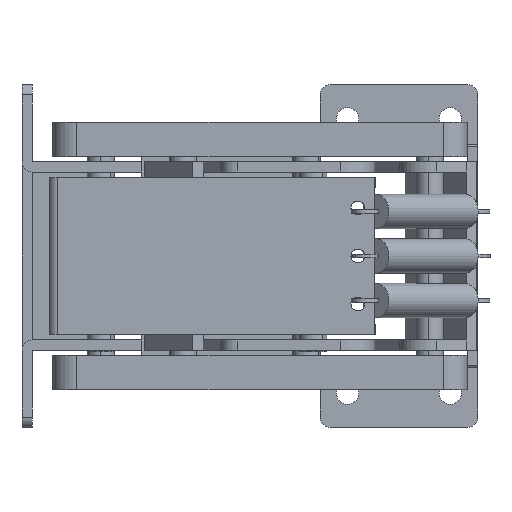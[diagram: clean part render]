
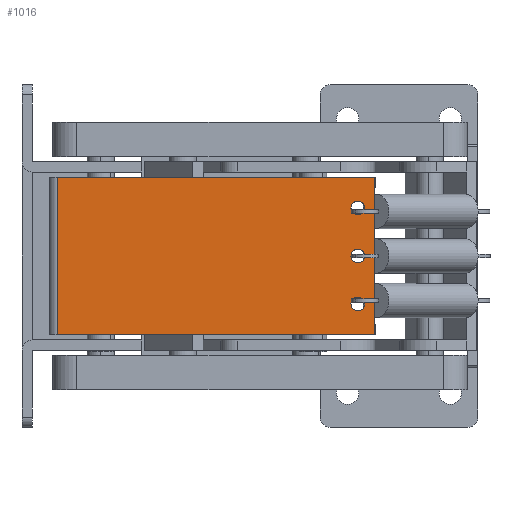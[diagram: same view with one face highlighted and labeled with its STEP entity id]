
A CAD part, front view. The second image highlights one B-rep face of the part: STEP entity #1016.
In plain terms, the highlighted planar face has unit normal (0, -1, 0).
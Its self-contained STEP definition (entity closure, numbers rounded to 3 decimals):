
#115 = VERTEX_POINT ( 'NONE', #3861 ) ;
#116 = VERTEX_POINT ( 'NONE', #3860 ) ;
#122 = EDGE_CURVE ( 'NONE', #115, #116, #3857, .T. ) ;
#124 = EDGE_CURVE ( 'NONE', #607, #608, #3846, .T. ) ;
#132 = VERTEX_POINT ( 'NONE', #3868 ) ;
#134 = VERTEX_POINT ( 'NONE', #3867 ) ;
#135 = EDGE_CURVE ( 'NONE', #134, #132, #3916, .T. ) ;
#607 = VERTEX_POINT ( 'NONE', #4758 ) ;
#608 = VERTEX_POINT ( 'NONE', #4757 ) ;
#802 = VERTEX_POINT ( 'NONE', #5143 ) ;
#863 = EDGE_CURVE ( 'NONE', #802, #864, #5213, .T. ) ;
#864 = VERTEX_POINT ( 'NONE', #5274 ) ;
#890 = EDGE_CURVE ( 'NONE', #891, #864, #5252, .T. ) ;
#891 = VERTEX_POINT ( 'NONE', #5248 ) ;
#900 = VERTEX_POINT ( 'NONE', #5294 ) ;
#902 = EDGE_CURVE ( 'NONE', #900, #802, #5293, .T. ) ;
#996 = ORIENTED_EDGE ( 'NONE', *, *, #122, .T. ) ;
#997 = ORIENTED_EDGE ( 'NONE', *, *, #998, .T. ) ;
#998 = EDGE_CURVE ( 'NONE', #132, #134, #5439, .T. ) ;
#999 = ORIENTED_EDGE ( 'NONE', *, *, #135, .T. ) ;
#1000 = EDGE_LOOP ( 'NONE', ( #1001, #1003 ) ) ;
#1001 = ORIENTED_EDGE ( 'NONE', *, *, #1002, .T. ) ;
#1002 = EDGE_CURVE ( 'NONE', #608, #607, #5434, .T. ) ;
#1003 = ORIENTED_EDGE ( 'NONE', *, *, #124, .T. ) ;
#1004 = EDGE_LOOP ( 'NONE', ( #1005, #1006, #1007, #1053 ) ) ;
#1005 = ORIENTED_EDGE ( 'NONE', *, *, #890, .T. ) ;
#1006 = ORIENTED_EDGE ( 'NONE', *, *, #863, .F. ) ;
#1007 = ORIENTED_EDGE ( 'NONE', *, *, #902, .F. ) ;
#1013 = EDGE_CURVE ( 'NONE', #900, #891, #5466, .T. ) ;
#1016 = ADVANCED_FACE ( 'NONE', ( #5462, #5461, #5460, #5459 ), #5458, .F. ) ;
#1017 = EDGE_LOOP ( 'NONE', ( #1018, #996 ) ) ;
#1018 = ORIENTED_EDGE ( 'NONE', *, *, #1019, .T. ) ;
#1019 = EDGE_CURVE ( 'NONE', #116, #115, #5453, .T. ) ;
#1020 = EDGE_LOOP ( 'NONE', ( #997, #999 ) ) ;
#1053 = ORIENTED_EDGE ( 'NONE', *, *, #1013, .T. ) ;
#3846 =( BOUNDED_CURVE ( )  B_SPLINE_CURVE ( 3, ( #3894, #3893, #3892, #3891 ),
 .UNSPECIFIED., .F., .T. ) 
 B_SPLINE_CURVE_WITH_KNOTS ( ( 4, 4 ),
 ( 0., 3.142 ),
 .UNSPECIFIED. ) 
 CURVE ( )  GEOMETRIC_REPRESENTATION_ITEM ( )  RATIONAL_B_SPLINE_CURVE ( ( 1., 0.333, 0.333, 1. ) ) 
 REPRESENTATION_ITEM ( '' )  );
#3853 = CARTESIAN_POINT ( 'NONE',  ( 73.003, -79.01, 14. ) ) ;
#3854 = CARTESIAN_POINT ( 'NONE',  ( 73.003, -79.01, 10. ) ) ;
#3855 = CARTESIAN_POINT ( 'NONE',  ( 77.003, -79.01, 10. ) ) ;
#3856 = CARTESIAN_POINT ( 'NONE',  ( 77.003, -79.01, 14. ) ) ;
#3857 =( BOUNDED_CURVE ( )  B_SPLINE_CURVE ( 3, ( #3856, #3855, #3854, #3853 ),
 .UNSPECIFIED., .F., .T. ) 
 B_SPLINE_CURVE_WITH_KNOTS ( ( 4, 4 ),
 ( 0., 3.142 ),
 .UNSPECIFIED. ) 
 CURVE ( )  GEOMETRIC_REPRESENTATION_ITEM ( )  RATIONAL_B_SPLINE_CURVE ( ( 1., 0.333, 0.333, 1. ) ) 
 REPRESENTATION_ITEM ( '' )  );
#3860 = CARTESIAN_POINT ( 'NONE',  ( 73.003, -79.01, 14. ) ) ;
#3861 = CARTESIAN_POINT ( 'NONE',  ( 77.003, -79.01, 14. ) ) ;
#3867 = CARTESIAN_POINT ( 'NONE',  ( 77.003, -79.01, 0. ) ) ;
#3868 = CARTESIAN_POINT ( 'NONE',  ( 73.003, -79.01, 0. ) ) ;
#3891 = CARTESIAN_POINT ( 'NONE',  ( 73.003, -79.01, -14. ) ) ;
#3892 = CARTESIAN_POINT ( 'NONE',  ( 73.003, -79.01, -18. ) ) ;
#3893 = CARTESIAN_POINT ( 'NONE',  ( 77.003, -79.01, -18. ) ) ;
#3894 = CARTESIAN_POINT ( 'NONE',  ( 77.003, -79.01, -14. ) ) ;
#3912 = CARTESIAN_POINT ( 'NONE',  ( 73.003, -79.01, 0. ) ) ;
#3913 = CARTESIAN_POINT ( 'NONE',  ( 73.003, -79.01, -4. ) ) ;
#3914 = CARTESIAN_POINT ( 'NONE',  ( 77.003, -79.01, -4. ) ) ;
#3915 = CARTESIAN_POINT ( 'NONE',  ( 77.003, -79.01, 0. ) ) ;
#3916 =( BOUNDED_CURVE ( )  B_SPLINE_CURVE ( 3, ( #3915, #3914, #3913, #3912 ),
 .UNSPECIFIED., .F., .T. ) 
 B_SPLINE_CURVE_WITH_KNOTS ( ( 4, 4 ),
 ( 0., 3.142 ),
 .UNSPECIFIED. ) 
 CURVE ( )  GEOMETRIC_REPRESENTATION_ITEM ( )  RATIONAL_B_SPLINE_CURVE ( ( 1., 0.333, 0.333, 1. ) ) 
 REPRESENTATION_ITEM ( '' )  );
#4757 = CARTESIAN_POINT ( 'NONE',  ( 73.003, -79.01, -14. ) ) ;
#4758 = CARTESIAN_POINT ( 'NONE',  ( 77.003, -79.01, -14. ) ) ;
#5143 = CARTESIAN_POINT ( 'NONE',  ( 80.003, -79.01, 23. ) ) ;
#5210 = DIRECTION ( 'NONE',  ( 0., 0., -1. ) ) ;
#5211 = VECTOR ( 'NONE', #5210, 1000. ) ;
#5212 = CARTESIAN_POINT ( 'NONE',  ( 80.003, -79.01, 23. ) ) ;
#5213 = LINE ( 'NONE', #5212, #5211 ) ;
#5248 = CARTESIAN_POINT ( 'NONE',  ( -12.501, -79.01, -23. ) ) ;
#5249 = DIRECTION ( 'NONE',  ( 1., 0., 0. ) ) ;
#5250 = VECTOR ( 'NONE', #5249, 1000. ) ;
#5251 = CARTESIAN_POINT ( 'NONE',  ( -12.501, -79.01, -23. ) ) ;
#5252 = LINE ( 'NONE', #5251, #5250 ) ;
#5274 = CARTESIAN_POINT ( 'NONE',  ( 80.003, -79.01, -23. ) ) ;
#5290 = DIRECTION ( 'NONE',  ( 1., 0., 0. ) ) ;
#5291 = VECTOR ( 'NONE', #5290, 1000. ) ;
#5292 = CARTESIAN_POINT ( 'NONE',  ( -12.501, -79.01, 23. ) ) ;
#5293 = LINE ( 'NONE', #5292, #5291 ) ;
#5294 = CARTESIAN_POINT ( 'NONE',  ( -12.501, -79.01, 23. ) ) ;
#5434 =( BOUNDED_CURVE ( )  B_SPLINE_CURVE ( 3, ( #5474, #5473, #5472, #5471 ),
 .UNSPECIFIED., .F., .T. ) 
 B_SPLINE_CURVE_WITH_KNOTS ( ( 4, 4 ),
 ( 3.142, 6.283 ),
 .UNSPECIFIED. ) 
 CURVE ( )  GEOMETRIC_REPRESENTATION_ITEM ( )  RATIONAL_B_SPLINE_CURVE ( ( 1., 0.333, 0.333, 1. ) ) 
 REPRESENTATION_ITEM ( '' )  );
#5435 = CARTESIAN_POINT ( 'NONE',  ( 77.003, -79.01, 0. ) ) ;
#5436 = CARTESIAN_POINT ( 'NONE',  ( 77.003, -79.01, 4. ) ) ;
#5437 = CARTESIAN_POINT ( 'NONE',  ( 73.003, -79.01, 4. ) ) ;
#5438 = CARTESIAN_POINT ( 'NONE',  ( 73.003, -79.01, 0. ) ) ;
#5439 =( BOUNDED_CURVE ( )  B_SPLINE_CURVE ( 3, ( #5438, #5437, #5436, #5435 ),
 .UNSPECIFIED., .F., .T. ) 
 B_SPLINE_CURVE_WITH_KNOTS ( ( 4, 4 ),
 ( 3.142, 6.283 ),
 .UNSPECIFIED. ) 
 CURVE ( )  GEOMETRIC_REPRESENTATION_ITEM ( )  RATIONAL_B_SPLINE_CURVE ( ( 1., 0.333, 0.333, 1. ) ) 
 REPRESENTATION_ITEM ( '' )  );
#5453 =( BOUNDED_CURVE ( )  B_SPLINE_CURVE ( 3, ( #5502, #5501, #5500, #5499 ),
 .UNSPECIFIED., .F., .T. ) 
 B_SPLINE_CURVE_WITH_KNOTS ( ( 4, 4 ),
 ( 3.142, 6.283 ),
 .UNSPECIFIED. ) 
 CURVE ( )  GEOMETRIC_REPRESENTATION_ITEM ( )  RATIONAL_B_SPLINE_CURVE ( ( 1., 0.333, 0.333, 1. ) ) 
 REPRESENTATION_ITEM ( '' )  );
#5454 = DIRECTION ( 'NONE',  ( 0., 0., 1. ) ) ;
#5455 = DIRECTION ( 'NONE',  ( 0., 1., 0. ) ) ;
#5456 = CARTESIAN_POINT ( 'NONE',  ( -12.501, -79.01, 23. ) ) ;
#5457 = AXIS2_PLACEMENT_3D ( 'NONE', #5456, #5455, #5454 ) ;
#5458 = PLANE ( 'NONE',  #5457 ) ;
#5459 = FACE_OUTER_BOUND ( 'NONE', #1004, .T. ) ;
#5460 = FACE_BOUND ( 'NONE', #1000, .T. ) ;
#5461 = FACE_BOUND ( 'NONE', #1020, .T. ) ;
#5462 = FACE_BOUND ( 'NONE', #1017, .T. ) ;
#5463 = DIRECTION ( 'NONE',  ( 0., 0., -1. ) ) ;
#5464 = VECTOR ( 'NONE', #5463, 1000. ) ;
#5465 = CARTESIAN_POINT ( 'NONE',  ( -12.501, -79.01, 23. ) ) ;
#5466 = LINE ( 'NONE', #5465, #5464 ) ;
#5471 = CARTESIAN_POINT ( 'NONE',  ( 77.003, -79.01, -14. ) ) ;
#5472 = CARTESIAN_POINT ( 'NONE',  ( 77.003, -79.01, -10. ) ) ;
#5473 = CARTESIAN_POINT ( 'NONE',  ( 73.003, -79.01, -10. ) ) ;
#5474 = CARTESIAN_POINT ( 'NONE',  ( 73.003, -79.01, -14. ) ) ;
#5499 = CARTESIAN_POINT ( 'NONE',  ( 77.003, -79.01, 14. ) ) ;
#5500 = CARTESIAN_POINT ( 'NONE',  ( 77.003, -79.01, 18. ) ) ;
#5501 = CARTESIAN_POINT ( 'NONE',  ( 73.003, -79.01, 18. ) ) ;
#5502 = CARTESIAN_POINT ( 'NONE',  ( 73.003, -79.01, 14. ) ) ;
